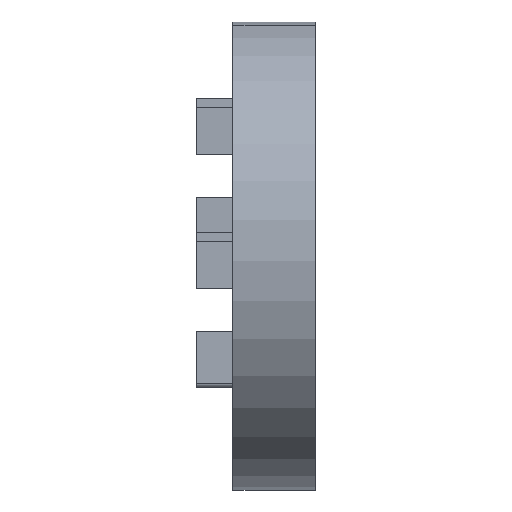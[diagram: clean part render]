
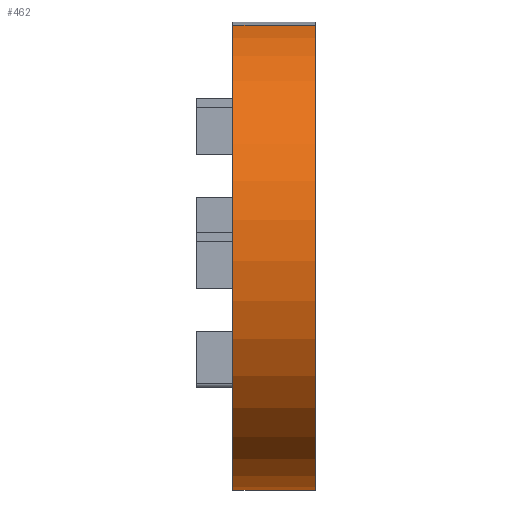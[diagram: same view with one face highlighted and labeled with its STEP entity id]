
A CAD part, left-side view. The second image highlights one B-rep face of the part: STEP entity #462.
In plain terms, the highlighted cylindrical face has radius 50 mm (diameter 100 mm), a partial arc.
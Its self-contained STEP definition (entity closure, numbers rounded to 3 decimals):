
#46 = CIRCLE ( 'NONE', #6823, 50. ) ;
#87 = DIRECTION ( 'NONE',  ( 0., -1., 0. ) ) ;
#105 = CARTESIAN_POINT ( 'NONE',  ( -75., 0., 5. ) ) ;
#167 = VECTOR ( 'NONE', #2034, 1000. ) ;
#235 = CARTESIAN_POINT ( 'NONE',  ( -75., 45., 5. ) ) ;
#278 = CARTESIAN_POINT ( 'NONE',  ( -75., 0., -45. ) ) ;
#453 = VERTEX_POINT ( 'NONE', #1915 ) ;
#462 = ADVANCED_FACE ( 'NONE', ( #1950 ), #5995, .T. ) ;
#573 = DIRECTION ( 'NONE',  ( 0., 1., 0. ) ) ;
#708 = AXIS2_PLACEMENT_3D ( 'NONE', #105, #573, #4163 ) ;
#843 = DIRECTION ( 'NONE',  ( 0., 1., 0. ) ) ;
#1300 = EDGE_CURVE ( 'NONE', #4459, #6749, #4098, .T. ) ;
#1911 = CARTESIAN_POINT ( 'NONE',  ( -75., 45., -45. ) ) ;
#1915 = CARTESIAN_POINT ( 'NONE',  ( -85.906, 0., 53.796 ) ) ;
#1950 = FACE_OUTER_BOUND ( 'NONE', #3781, .T. ) ;
#2034 = DIRECTION ( 'NONE',  ( 0., -1., 0. ) ) ;
#2551 = DIRECTION ( 'NONE',  ( 0., -1., 0. ) ) ;
#2618 = CARTESIAN_POINT ( 'NONE',  ( -75., 17.5, 5. ) ) ;
#2778 = CARTESIAN_POINT ( 'NONE',  ( -75., 17.5, -45. ) ) ;
#3076 = DIRECTION ( 'NONE',  ( 1., 0., 0. ) ) ;
#3663 = VECTOR ( 'NONE', #87, 1000. ) ;
#3724 = CARTESIAN_POINT ( 'NONE',  ( -85.906, 45., 53.796 ) ) ;
#3781 = EDGE_LOOP ( 'NONE', ( #4839, #6219, #5198, #4921 ) ) ;
#3955 = CIRCLE ( 'NONE', #708, 50. ) ;
#4098 = LINE ( 'NONE', #1911, #3663 ) ;
#4163 = DIRECTION ( 'NONE',  ( 0., 0., 1. ) ) ;
#4341 = EDGE_CURVE ( 'NONE', #4425, #453, #5924, .T. ) ;
#4425 = VERTEX_POINT ( 'NONE', #6145 ) ;
#4459 = VERTEX_POINT ( 'NONE', #2778 ) ;
#4618 = AXIS2_PLACEMENT_3D ( 'NONE', #235, #2551, #4901 ) ;
#4839 = ORIENTED_EDGE ( 'NONE', *, *, #7362, .T. ) ;
#4901 = DIRECTION ( 'NONE',  ( 0., 0., -1. ) ) ;
#4921 = ORIENTED_EDGE ( 'NONE', *, *, #1300, .T. ) ;
#5198 = ORIENTED_EDGE ( 'NONE', *, *, #6031, .F. ) ;
#5924 = LINE ( 'NONE', #3724, #167 ) ;
#5995 = CYLINDRICAL_SURFACE ( 'NONE', #4618, 50. ) ;
#6031 = EDGE_CURVE ( 'NONE', #4459, #4425, #46, .T. ) ;
#6145 = CARTESIAN_POINT ( 'NONE',  ( -85.906, 17.5, 53.796 ) ) ;
#6219 = ORIENTED_EDGE ( 'NONE', *, *, #4341, .F. ) ;
#6749 = VERTEX_POINT ( 'NONE', #278 ) ;
#6823 = AXIS2_PLACEMENT_3D ( 'NONE', #2618, #843, #3076 ) ;
#7362 = EDGE_CURVE ( 'NONE', #6749, #453, #3955, .T. ) ;
